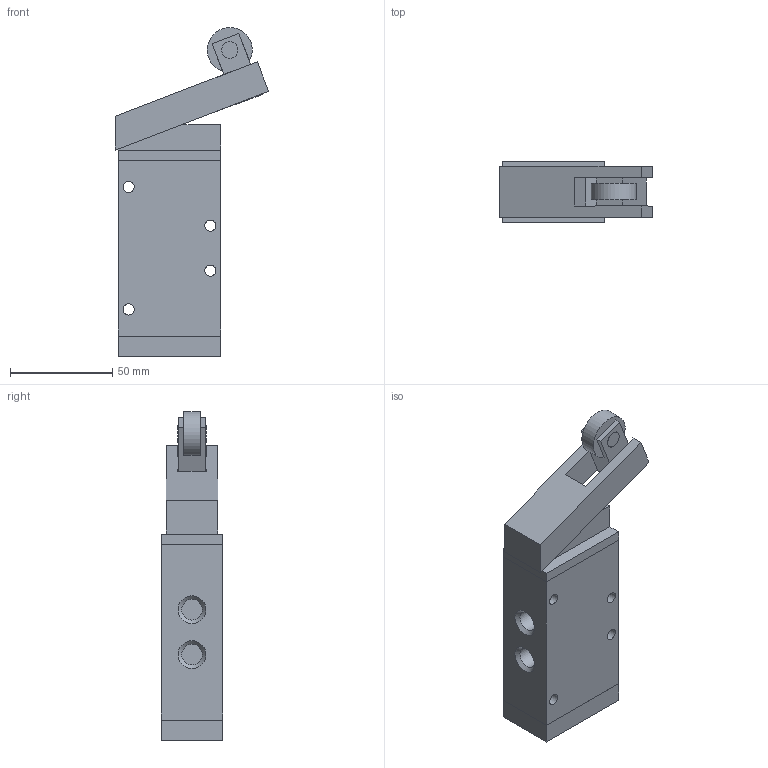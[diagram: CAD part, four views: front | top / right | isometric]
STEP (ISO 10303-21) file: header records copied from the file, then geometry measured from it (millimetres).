
FILE_DESCRIPTION((''),'2;1');
FILE_NAME('224_52_3_1.stp','2006-12-19T11:36:40',('rivolro1'),(''),'Autodesk Inventor 11','Autodesk Inventor 11','');
FILE_SCHEMA(('AUTOMOTIVE_DESIGN { 1 0 10303 214 1 1 1 1 }'));
Length unit declared in the file: millimetre
Products named in the file (1): 224_52_3_1
Bounding box: 75 x 30 x 160.98 mm (x, y, z)
Volume: 180564.2 mm3; surface area: 32578.3 mm2
Topology: 2 solids, 2 shells, 63 faces, 142 edges, 93 vertices
Faces by surface type: plane 41, bspline 15, cylinder 7
Full cylindrical faces by diameter (mm): 5.5 x4, 8 x2
Entity records: 1833 total; most frequent: CARTESIAN_POINT 468, DIRECTION 253, ORIENTED_EDGE 252, EDGE_CURVE 126, EDGE_LOOP 97, VECTOR 97, LINE 97, VERTEX_POINT 93
